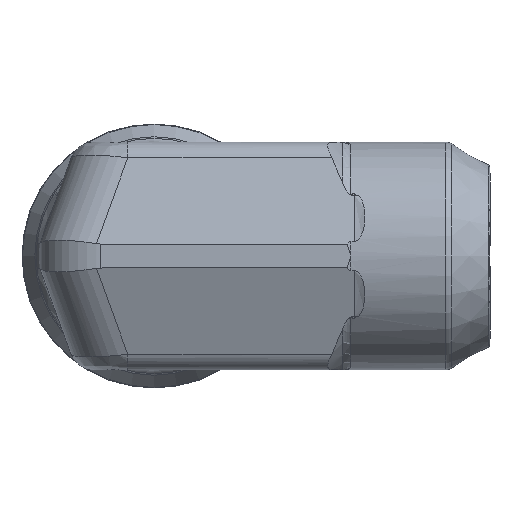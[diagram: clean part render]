
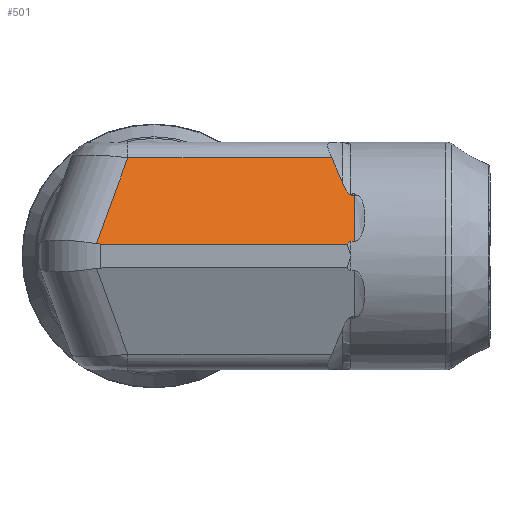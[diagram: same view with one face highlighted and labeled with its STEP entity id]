
A CAD part, left-side view. The second image highlights one B-rep face of the part: STEP entity #501.
In plain terms, the highlighted planar face has unit normal (-0.94, 0, 0.342).
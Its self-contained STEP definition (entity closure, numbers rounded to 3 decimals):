
#501=ADVANCED_FACE('',(#875),#773,.T.);
#773=PLANE('',#4645);
#875=FACE_OUTER_BOUND('',#1119,.T.);
#1119=EDGE_LOOP('',(#2079,#2080,#2081,#2082,#2083,#2084,#2085,#2086,#2087,
#2088,#2089));
#1427=ELLIPSE('',#4644,14.619,5.);
#1446=LINE('',#6155,#1756);
#1447=LINE('',#6164,#1757);
#1448=LINE('',#6191,#1758);
#1449=LINE('',#6193,#1759);
#1450=LINE('',#6197,#1760);
#1756=VECTOR('',#5036,1.);
#1757=VECTOR('',#5037,1.);
#1758=VECTOR('',#5038,1.);
#1759=VECTOR('',#5039,1.);
#1760=VECTOR('',#5042,1.);
#2079=ORIENTED_EDGE('',*,*,#3811,.T.);
#2080=ORIENTED_EDGE('',*,*,#3812,.T.);
#2081=ORIENTED_EDGE('',*,*,#3813,.T.);
#2082=ORIENTED_EDGE('',*,*,#3814,.T.);
#2083=ORIENTED_EDGE('',*,*,#3815,.T.);
#2084=ORIENTED_EDGE('',*,*,#3816,.T.);
#2085=ORIENTED_EDGE('',*,*,#3817,.T.);
#2086=ORIENTED_EDGE('',*,*,#3818,.T.);
#2087=ORIENTED_EDGE('',*,*,#3819,.T.);
#2088=ORIENTED_EDGE('',*,*,#3820,.T.);
#2089=ORIENTED_EDGE('',*,*,#3821,.T.);
#3391=VERTEX_POINT('',#6153);
#3392=VERTEX_POINT('',#6154);
#3393=VERTEX_POINT('',#6156);
#3394=VERTEX_POINT('',#6163);
#3395=VERTEX_POINT('',#6165);
#3396=VERTEX_POINT('',#6178);
#3397=VERTEX_POINT('',#6185);
#3398=VERTEX_POINT('',#6190);
#3399=VERTEX_POINT('',#6192);
#3400=VERTEX_POINT('',#6194);
#3401=VERTEX_POINT('',#6196);
#3811=EDGE_CURVE('',#3391,#3392,#4467,.T.);
#3812=EDGE_CURVE('',#3392,#3393,#1446,.T.);
#3813=EDGE_CURVE('',#3393,#3394,#4468,.T.);
#3814=EDGE_CURVE('',#3394,#3395,#1447,.T.);
#3815=EDGE_CURVE('',#3395,#3396,#4469,.T.);
#3816=EDGE_CURVE('',#3396,#3397,#4470,.T.);
#3817=EDGE_CURVE('',#3397,#3398,#4471,.T.);
#3818=EDGE_CURVE('',#3398,#3399,#1448,.T.);
#3819=EDGE_CURVE('',#3399,#3400,#1449,.T.);
#3820=EDGE_CURVE('',#3400,#3401,#1427,.T.);
#3821=EDGE_CURVE('',#3401,#3391,#1450,.T.);
#4467=B_SPLINE_CURVE_WITH_KNOTS('',3,(#6140,#6141,#6142,#6143,#6144,#6145,
#6146,#6147,#6148,#6149,#6150,#6151,#6152),.UNSPECIFIED.,.F.,.F.,(4,3,3,
3,4),(0.,0.372,0.752,0.951,1.),
 .UNSPECIFIED.);
#4468=B_SPLINE_CURVE_WITH_KNOTS('',3,(#6157,#6158,#6159,#6160,#6161,#6162),
 .UNSPECIFIED.,.F.,.F.,(4,2,4),(0.,0.5,1.),.UNSPECIFIED.);
#4469=B_SPLINE_CURVE_WITH_KNOTS('',3,(#6166,#6167,#6168,#6169,#6170,#6171,
#6172,#6173,#6174,#6175,#6176,#6177),.UNSPECIFIED.,.F.,.F.,(4,2,2,2,2,4),
(0.,0.062,0.125,0.25,0.5,
1.),.UNSPECIFIED.);
#4470=B_SPLINE_CURVE_WITH_KNOTS('',3,(#6179,#6180,#6181,#6182,#6183,#6184),
 .UNSPECIFIED.,.F.,.F.,(4,2,4),(0.,0.5,1.),.UNSPECIFIED.);
#4471=B_SPLINE_CURVE_WITH_KNOTS('',3,(#6186,#6187,#6188,#6189),
 .UNSPECIFIED.,.F.,.F.,(4,4),(0.,1.),.UNSPECIFIED.);
#4644=AXIS2_PLACEMENT_3D('',#6195,#5040,#5041);
#4645=AXIS2_PLACEMENT_3D('',#6198,#5043,#5044);
#5036=DIRECTION('',(0.,-1.,0.));
#5037=DIRECTION('',(0.,1.,0.));
#5038=DIRECTION('',(0.,1.,0.));
#5039=DIRECTION('',(-0.324,0.324,-0.889));
#5040=DIRECTION('',(-0.94,0.,0.342));
#5041=DIRECTION('',(-0.342,0.,-0.94));
#5042=DIRECTION('',(0.,-1.,0.));
#5043=DIRECTION('',(-0.94,0.,0.342));
#5044=DIRECTION('',(-0.342,0.,-0.94));
#6140=CARTESIAN_POINT('',(-9.5,-16.094,1.));
#6141=CARTESIAN_POINT('',(-9.486,-16.124,1.039));
#6142=CARTESIAN_POINT('',(-9.472,-16.156,1.076));
#6143=CARTESIAN_POINT('',(-9.46,-16.192,1.109));
#6144=CARTESIAN_POINT('',(-9.448,-16.228,1.143));
#6145=CARTESIAN_POINT('',(-9.437,-16.269,1.174));
#6146=CARTESIAN_POINT('',(-9.43,-16.316,1.193));
#6147=CARTESIAN_POINT('',(-9.426,-16.34,1.204));
#6148=CARTESIAN_POINT('',(-9.423,-16.367,1.211));
#6149=CARTESIAN_POINT('',(-9.422,-16.394,1.213));
#6150=CARTESIAN_POINT('',(-9.422,-16.401,1.214));
#6151=CARTESIAN_POINT('',(-9.422,-16.408,1.214));
#6152=CARTESIAN_POINT('',(-9.422,-16.414,1.214));
#6153=CARTESIAN_POINT('',(-9.5,-16.094,1.));
#6154=CARTESIAN_POINT('',(-9.422,-16.414,1.214));
#6155=CARTESIAN_POINT('',(-9.422,-28.,1.214));
#6156=CARTESIAN_POINT('',(-9.422,-16.687,1.214));
#6157=CARTESIAN_POINT('',(-9.5,-16.701,1.));
#6158=CARTESIAN_POINT('',(-9.253,-16.654,1.678));
#6159=CARTESIAN_POINT('',(-9.006,-16.635,2.357));
#6160=CARTESIAN_POINT('',(-8.511,-16.63,3.716));
#6161=CARTESIAN_POINT('',(-8.264,-16.644,4.395));
#6162=CARTESIAN_POINT('',(-8.017,-16.684,5.074));
#6163=CARTESIAN_POINT('',(-8.017,-16.684,5.074));
#6164=CARTESIAN_POINT('',(-8.017,-3.25,5.074));
#6165=CARTESIAN_POINT('',(-8.017,-16.5,5.074));
#6166=CARTESIAN_POINT('',(-8.017,-16.5,5.074));
#6167=CARTESIAN_POINT('',(-8.017,-16.435,5.074));
#6168=CARTESIAN_POINT('',(-8.007,-16.374,5.102));
#6169=CARTESIAN_POINT('',(-7.98,-16.271,5.176));
#6170=CARTESIAN_POINT('',(-7.963,-16.228,5.222));
#6171=CARTESIAN_POINT('',(-7.911,-16.112,5.367));
#6172=CARTESIAN_POINT('',(-7.872,-16.05,5.474));
#6173=CARTESIAN_POINT('',(-7.752,-15.883,5.802));
#6174=CARTESIAN_POINT('',(-7.668,-15.797,6.032));
#6175=CARTESIAN_POINT('',(-7.415,-15.584,6.728));
#6176=CARTESIAN_POINT('',(-7.243,-15.5,7.201));
#6177=CARTESIAN_POINT('',(-7.066,-15.5,7.687));
#6178=CARTESIAN_POINT('',(-7.989,-16.306,5.152));
#6179=CARTESIAN_POINT('',(-7.989,-16.306,5.152));
#6180=CARTESIAN_POINT('',(-7.958,-16.12,5.237));
#6181=CARTESIAN_POINT('',(-7.888,-16.022,5.43));
#6182=CARTESIAN_POINT('',(-7.762,-15.843,5.775));
#6183=CARTESIAN_POINT('',(-7.696,-15.77,5.956));
#6184=CARTESIAN_POINT('',(-7.629,-15.707,6.139));
#6185=CARTESIAN_POINT('',(-7.629,-15.707,6.139));
#6186=CARTESIAN_POINT('',(-7.629,-15.707,6.139));
#6187=CARTESIAN_POINT('',(-7.373,-15.466,6.843));
#6188=CARTESIAN_POINT('',(-7.124,-15.154,7.527));
#6189=CARTESIAN_POINT('',(-6.885,-14.805,8.184));
#6190=CARTESIAN_POINT('',(-6.885,-14.805,8.184));
#6191=CARTESIAN_POINT('',(-6.885,-3.25,8.184));
#6192=CARTESIAN_POINT('',(-6.885,2.187,8.184));
#6193=CARTESIAN_POINT('',(-8.657,3.958,3.317));
#6194=CARTESIAN_POINT('',(-9.491,4.793,1.024));
#6195=CARTESIAN_POINT('',(-4.5,4.5,14.737));
#6196=CARTESIAN_POINT('',(-9.5,4.5,1.));
#6197=CARTESIAN_POINT('',(-9.5,-3.25,1.));
#6198=CARTESIAN_POINT('',(-9.5,-3.25,1.));
